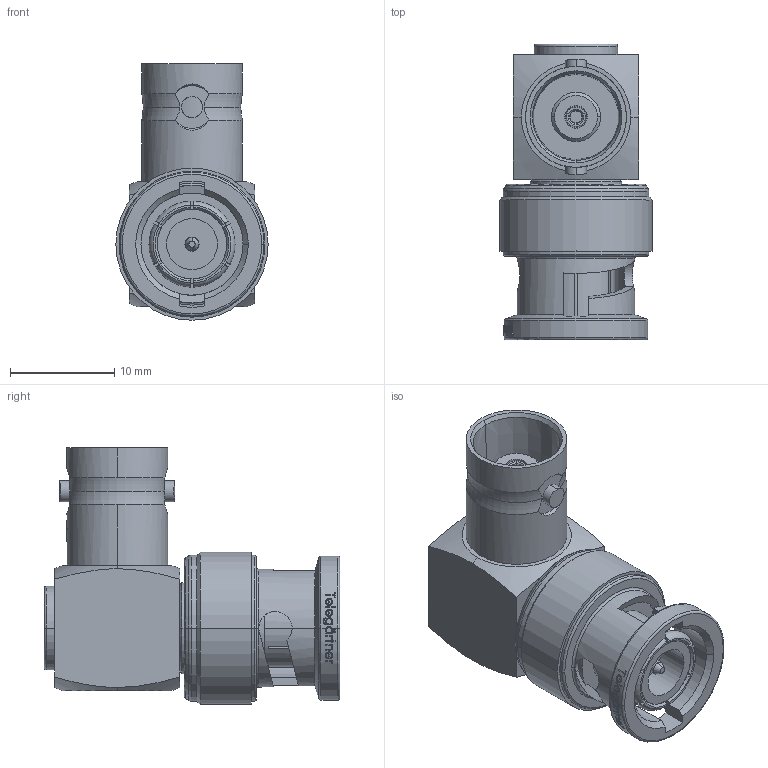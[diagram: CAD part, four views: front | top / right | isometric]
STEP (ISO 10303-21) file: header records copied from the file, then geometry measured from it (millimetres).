
FILE_DESCRIPTION (( 'STEP AP214' ), '1' );
FILE_NAME ('J01004A0617.STEP', '2011-11-07T10:09:06', ( 'markiewicz' ), ( '' ), 'SwSTEP 2.0', 'SolidWorks 2011', '' );
FILE_SCHEMA (( 'AUTOMOTIVE_DESIGN' ));
Length unit declared in the file: millimetre
Products named in the file (1): J01004A0617
Bounding box: 14.6 x 28.35 x 24.6 mm (x, y, z)
Volume: 3930.1 mm3; surface area: 2973.9 mm2
Topology: 1 solids, 1 shells, 395 faces, 1028 edges, 671 vertices
Faces by surface type: plane 152, cylinder 83, bspline 78, cone 50, torus 32
Entity records: 19554 total; most frequent: CARTESIAN_POINT 6203, ORIENTED_EDGE 2056, DIRECTION 1645, EDGE_CURVE 1028, VERTEX_POINT 671, AXIS2_PLACEMENT_3D 610, EDGE_LOOP 435, VECTOR 425
